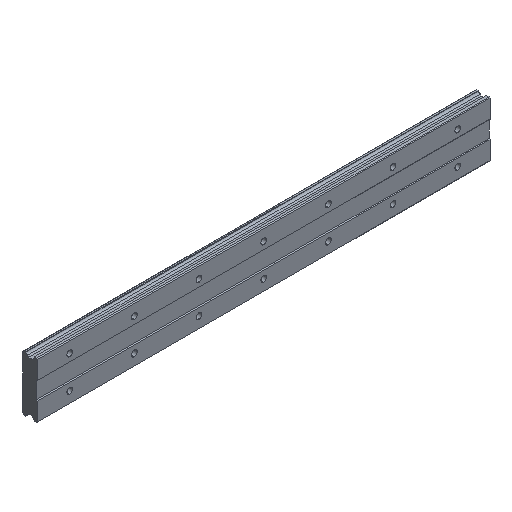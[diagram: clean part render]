
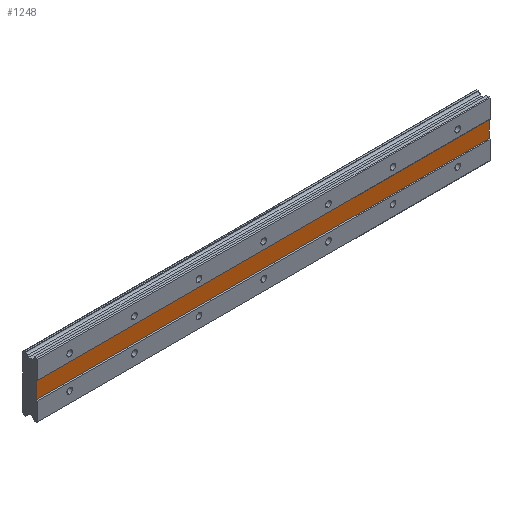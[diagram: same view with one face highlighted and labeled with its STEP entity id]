
A CAD part, isometric view. The second image highlights one B-rep face of the part: STEP entity #1248.
In plain terms, the highlighted planar face has unit normal (0, -1, 0).
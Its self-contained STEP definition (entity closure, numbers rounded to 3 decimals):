
#75 = DIRECTION ( 'NONE',  ( 0., 1., 0. ) ) ;
#159 = CARTESIAN_POINT ( 'NONE',  ( 520., 1., 10. ) ) ;
#293 = ORIENTED_EDGE ( 'NONE', *, *, #3116, .F. ) ;
#319 = VECTOR ( 'NONE', #1668, 1000. ) ;
#398 = CARTESIAN_POINT ( 'NONE',  ( -40., 1., -10. ) ) ;
#422 = VECTOR ( 'NONE', #2363, 1000. ) ;
#565 = CARTESIAN_POINT ( 'NONE',  ( 520., 1., 10. ) ) ;
#590 = LINE ( 'NONE', #2656, #422 ) ;
#644 = LINE ( 'NONE', #2641, #1702 ) ;
#934 = EDGE_CURVE ( 'NONE', #940, #2226, #590, .T. ) ;
#940 = VERTEX_POINT ( 'NONE', #398 ) ;
#1044 = CARTESIAN_POINT ( 'NONE',  ( 520., 1., -10. ) ) ;
#1107 = VERTEX_POINT ( 'NONE', #2183 ) ;
#1159 = AXIS2_PLACEMENT_3D ( 'NONE', #565, #75, #1895 ) ;
#1248 = ADVANCED_FACE ( 'NONE', ( #3084 ), #2142, .F. ) ;
#1307 = ORIENTED_EDGE ( 'NONE', *, *, #934, .T. ) ;
#1391 = VECTOR ( 'NONE', #1675, 1000. ) ;
#1506 = EDGE_CURVE ( 'NONE', #1107, #1838, #1914, .T. ) ;
#1668 = DIRECTION ( 'NONE',  ( 1., 0., 0. ) ) ;
#1675 = DIRECTION ( 'NONE',  ( 0., 0., -1. ) ) ;
#1702 = VECTOR ( 'NONE', #2334, 1000. ) ;
#1838 = VERTEX_POINT ( 'NONE', #159 ) ;
#1845 = EDGE_CURVE ( 'NONE', #1107, #940, #644, .T. ) ;
#1895 = DIRECTION ( 'NONE',  ( 0., 0., 1. ) ) ;
#1914 = LINE ( 'NONE', #2922, #319 ) ;
#1920 = LINE ( 'NONE', #2163, #1391 ) ;
#2142 = PLANE ( 'NONE',  #1159 ) ;
#2163 = CARTESIAN_POINT ( 'NONE',  ( 520., 1., 34.482 ) ) ;
#2183 = CARTESIAN_POINT ( 'NONE',  ( -40., 1., 10. ) ) ;
#2226 = VERTEX_POINT ( 'NONE', #1044 ) ;
#2334 = DIRECTION ( 'NONE',  ( 0., 0., -1. ) ) ;
#2363 = DIRECTION ( 'NONE',  ( 1., 0., 0. ) ) ;
#2641 = CARTESIAN_POINT ( 'NONE',  ( -40., 1., 34.482 ) ) ;
#2656 = CARTESIAN_POINT ( 'NONE',  ( 520., 1., -10. ) ) ;
#2922 = CARTESIAN_POINT ( 'NONE',  ( 520., 1., 10. ) ) ;
#3046 = EDGE_LOOP ( 'NONE', ( #1307, #293, #3196, #3251 ) ) ;
#3084 = FACE_OUTER_BOUND ( 'NONE', #3046, .T. ) ;
#3116 = EDGE_CURVE ( 'NONE', #1838, #2226, #1920, .T. ) ;
#3196 = ORIENTED_EDGE ( 'NONE', *, *, #1506, .F. ) ;
#3251 = ORIENTED_EDGE ( 'NONE', *, *, #1845, .T. ) ;
